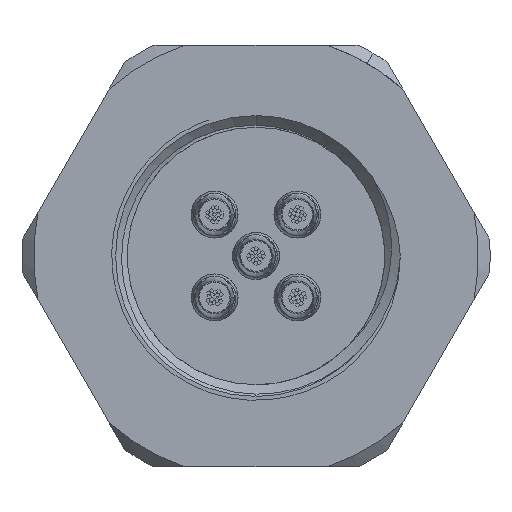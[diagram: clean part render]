
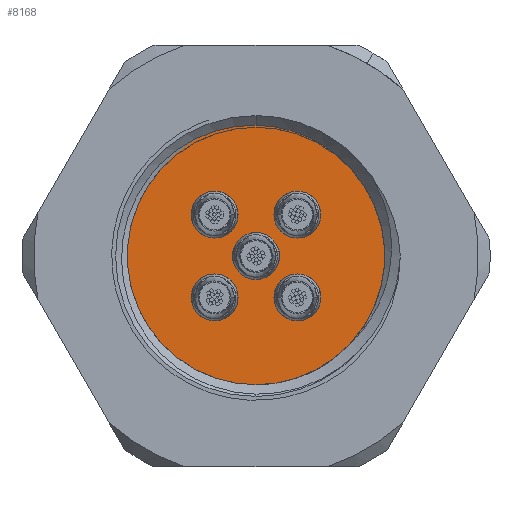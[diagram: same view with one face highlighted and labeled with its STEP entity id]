
A CAD part, left-side view. The second image highlights one B-rep face of the part: STEP entity #8168.
In plain terms, the highlighted planar face has unit normal (-1, 0, 0).
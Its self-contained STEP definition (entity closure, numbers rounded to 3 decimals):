
#176 = DIRECTION ( 'NONE',  ( 0., -1., 0. ) ) ;
#525 = DIRECTION ( 'NONE',  ( 0., -1., 0. ) ) ;
#1185 = AXIS2_PLACEMENT_3D ( 'NONE', #37195, #34212, #16252 ) ;
#1427 = VERTEX_POINT ( 'NONE', #30959 ) ;
#1575 = DIRECTION ( 'NONE',  ( -1., 0., 0. ) ) ;
#2590 = DIRECTION ( 'NONE',  ( 0., -1., 0. ) ) ;
#3264 = CIRCLE ( 'NONE', #34802, 6. ) ;
#3316 = CIRCLE ( 'NONE', #10941, 0.7 ) ;
#3465 = DIRECTION ( 'NONE',  ( -1., 0., 0. ) ) ;
#3797 = FACE_BOUND ( 'NONE', #34872, .T. ) ;
#4067 = CARTESIAN_POINT ( 'NONE',  ( -13., -2.468, -1.768 ) ) ;
#4934 = FACE_OUTER_BOUND ( 'NONE', #12304, .T. ) ;
#5517 = DIRECTION ( 'NONE',  ( -1., 0., 0. ) ) ;
#5900 = CARTESIAN_POINT ( 'NONE',  ( -13., 1.768, -1.768 ) ) ;
#6040 = CARTESIAN_POINT ( 'NONE',  ( -13., 1.768, 1.768 ) ) ;
#6517 = AXIS2_PLACEMENT_3D ( 'NONE', #37057, #3465, #30368 ) ;
#6532 = CARTESIAN_POINT ( 'NONE',  ( -13., 0., 0. ) ) ;
#7385 = CARTESIAN_POINT ( 'NONE',  ( -13., -6., 0. ) ) ;
#7411 = VERTEX_POINT ( 'NONE', #20166 ) ;
#8168 = ADVANCED_FACE ( 'NONE', ( #28326, #3797, #37391, #21819, #24791, #4934 ), #33830, .T. ) ;
#8369 = AXIS2_PLACEMENT_3D ( 'NONE', #6532, #24363, #20806 ) ;
#8498 = EDGE_CURVE ( 'NONE', #38219, #8702, #23361, .T. ) ;
#8702 = VERTEX_POINT ( 'NONE', #13331 ) ;
#8752 = CIRCLE ( 'NONE', #39030, 0.7 ) ;
#8797 = VERTEX_POINT ( 'NONE', #29155 ) ;
#8990 = CIRCLE ( 'NONE', #8369, 0.7 ) ;
#9156 = VERTEX_POINT ( 'NONE', #7385 ) ;
#9292 = ORIENTED_EDGE ( 'NONE', *, *, #19728, .F. ) ;
#10455 = CARTESIAN_POINT ( 'NONE',  ( -13., 0., 0. ) ) ;
#10941 = AXIS2_PLACEMENT_3D ( 'NONE', #15946, #25050, #525 ) ;
#11360 = AXIS2_PLACEMENT_3D ( 'NONE', #24436, #17917, #21660 ) ;
#11544 = EDGE_CURVE ( 'NONE', #8702, #38219, #12609, .T. ) ;
#11626 = DIRECTION ( 'NONE',  ( -1., 0., 0. ) ) ;
#11770 = CIRCLE ( 'NONE', #33187, 0.7 ) ;
#12304 = EDGE_LOOP ( 'NONE', ( #24619, #17646 ) ) ;
#12503 = ORIENTED_EDGE ( 'NONE', *, *, #30169, .F. ) ;
#12556 = CARTESIAN_POINT ( 'NONE',  ( -13., 0., 0. ) ) ;
#12609 = CIRCLE ( 'NONE', #34666, 0.7 ) ;
#13178 = CIRCLE ( 'NONE', #16973, 0.7 ) ;
#13331 = CARTESIAN_POINT ( 'NONE',  ( -13., 1.068, -1.768 ) ) ;
#13556 = VERTEX_POINT ( 'NONE', #25673 ) ;
#13651 = DIRECTION ( 'NONE',  ( 0., -1., 0. ) ) ;
#14016 = ORIENTED_EDGE ( 'NONE', *, *, #30219, .F. ) ;
#14405 = EDGE_CURVE ( 'NONE', #9156, #35832, #3264, .T. ) ;
#14521 = EDGE_LOOP ( 'NONE', ( #9292, #33859 ) ) ;
#14932 = CARTESIAN_POINT ( 'NONE',  ( -13., 0., 0. ) ) ;
#14973 = VERTEX_POINT ( 'NONE', #4067 ) ;
#15508 = DIRECTION ( 'NONE',  ( 0., 1., 0. ) ) ;
#15946 = CARTESIAN_POINT ( 'NONE',  ( -13., -1.768, -1.768 ) ) ;
#16252 = DIRECTION ( 'NONE',  ( 0., -1., 0. ) ) ;
#16973 = AXIS2_PLACEMENT_3D ( 'NONE', #17823, #17247, #2590 ) ;
#17024 = EDGE_CURVE ( 'NONE', #8797, #30724, #34094, .T. ) ;
#17247 = DIRECTION ( 'NONE',  ( -1., 0., 0. ) ) ;
#17646 = ORIENTED_EDGE ( 'NONE', *, *, #14405, .F. ) ;
#17823 = CARTESIAN_POINT ( 'NONE',  ( -13., -1.768, 1.768 ) ) ;
#17917 = DIRECTION ( 'NONE',  ( -1., 0., 0. ) ) ;
#18269 = VERTEX_POINT ( 'NONE', #38049 ) ;
#19142 = DIRECTION ( 'NONE',  ( 1., 0., 0. ) ) ;
#19178 = EDGE_CURVE ( 'NONE', #30724, #8797, #8990, .T. ) ;
#19728 = EDGE_CURVE ( 'NONE', #14973, #13556, #3316, .T. ) ;
#19787 = CARTESIAN_POINT ( 'NONE',  ( -13., 1.068, 1.768 ) ) ;
#20106 = CARTESIAN_POINT ( 'NONE',  ( -13., -0.7, 0. ) ) ;
#20166 = CARTESIAN_POINT ( 'NONE',  ( -13., 2.468, 1.768 ) ) ;
#20405 = EDGE_LOOP ( 'NONE', ( #12503, #14016 ) ) ;
#20548 = VERTEX_POINT ( 'NONE', #19787 ) ;
#20806 = DIRECTION ( 'NONE',  ( 0., -1., 0. ) ) ;
#21050 = CIRCLE ( 'NONE', #6517, 0.7 ) ;
#21273 = CARTESIAN_POINT ( 'NONE',  ( -13., 2.468, -1.768 ) ) ;
#21660 = DIRECTION ( 'NONE',  ( 0., -1., 0. ) ) ;
#21819 = FACE_BOUND ( 'NONE', #14521, .T. ) ;
#23361 = CIRCLE ( 'NONE', #11360, 0.7 ) ;
#23914 = DIRECTION ( 'NONE',  ( 0., -1., 0. ) ) ;
#24363 = DIRECTION ( 'NONE',  ( -1., 0., 0. ) ) ;
#24436 = CARTESIAN_POINT ( 'NONE',  ( -13., 1.768, -1.768 ) ) ;
#24619 = ORIENTED_EDGE ( 'NONE', *, *, #27942, .F. ) ;
#24791 = FACE_BOUND ( 'NONE', #20405, .T. ) ;
#24842 = CIRCLE ( 'NONE', #30527, 0.7 ) ;
#25050 = DIRECTION ( 'NONE',  ( -1., 0., 0. ) ) ;
#25673 = CARTESIAN_POINT ( 'NONE',  ( -13., -1.068, -1.768 ) ) ;
#25897 = ORIENTED_EDGE ( 'NONE', *, *, #8498, .F. ) ;
#25942 = AXIS2_PLACEMENT_3D ( 'NONE', #12556, #36639, #36835 ) ;
#26076 = ORIENTED_EDGE ( 'NONE', *, *, #34011, .F. ) ;
#26271 = EDGE_CURVE ( 'NONE', #20548, #7411, #11770, .T. ) ;
#27260 = DIRECTION ( 'NONE',  ( -1., 0., 0. ) ) ;
#27942 = EDGE_CURVE ( 'NONE', #35832, #9156, #37656, .T. ) ;
#28326 = FACE_BOUND ( 'NONE', #37879, .T. ) ;
#28676 = CARTESIAN_POINT ( 'NONE',  ( -13., 1.768, 1.768 ) ) ;
#28858 = AXIS2_PLACEMENT_3D ( 'NONE', #14932, #39010, #15508 ) ;
#29155 = CARTESIAN_POINT ( 'NONE',  ( -13., 0.7, 0. ) ) ;
#29732 = CARTESIAN_POINT ( 'NONE',  ( -13., 6., 0. ) ) ;
#30169 = EDGE_CURVE ( 'NONE', #18269, #1427, #13178, .T. ) ;
#30219 = EDGE_CURVE ( 'NONE', #1427, #18269, #8752, .T. ) ;
#30368 = DIRECTION ( 'NONE',  ( 0., -1., 0. ) ) ;
#30527 = AXIS2_PLACEMENT_3D ( 'NONE', #6040, #11626, #35319 ) ;
#30724 = VERTEX_POINT ( 'NONE', #20106 ) ;
#30959 = CARTESIAN_POINT ( 'NONE',  ( -13., -1.068, 1.768 ) ) ;
#31358 = ORIENTED_EDGE ( 'NONE', *, *, #26271, .F. ) ;
#31584 = DIRECTION ( 'NONE',  ( 0., 1., 0. ) ) ;
#32584 = CARTESIAN_POINT ( 'NONE',  ( -13., -1.768, 1.768 ) ) ;
#33061 = ORIENTED_EDGE ( 'NONE', *, *, #17024, .F. ) ;
#33187 = AXIS2_PLACEMENT_3D ( 'NONE', #28676, #1575, #13651 ) ;
#33830 = PLANE ( 'NONE',  #1185 ) ;
#33859 = ORIENTED_EDGE ( 'NONE', *, *, #34223, .F. ) ;
#34011 = EDGE_CURVE ( 'NONE', #7411, #20548, #24842, .T. ) ;
#34094 = CIRCLE ( 'NONE', #25942, 0.7 ) ;
#34212 = DIRECTION ( 'NONE',  ( -1., 0., 0. ) ) ;
#34223 = EDGE_CURVE ( 'NONE', #13556, #14973, #21050, .T. ) ;
#34666 = AXIS2_PLACEMENT_3D ( 'NONE', #5900, #27260, #176 ) ;
#34802 = AXIS2_PLACEMENT_3D ( 'NONE', #10455, #19142, #31584 ) ;
#34872 = EDGE_LOOP ( 'NONE', ( #31358, #26076 ) ) ;
#35319 = DIRECTION ( 'NONE',  ( 0., -1., 0. ) ) ;
#35832 = VERTEX_POINT ( 'NONE', #29732 ) ;
#35887 = ORIENTED_EDGE ( 'NONE', *, *, #11544, .F. ) ;
#36639 = DIRECTION ( 'NONE',  ( -1., 0., 0. ) ) ;
#36735 = ORIENTED_EDGE ( 'NONE', *, *, #19178, .F. ) ;
#36835 = DIRECTION ( 'NONE',  ( 0., -1., 0. ) ) ;
#37057 = CARTESIAN_POINT ( 'NONE',  ( -13., -1.768, -1.768 ) ) ;
#37195 = CARTESIAN_POINT ( 'NONE',  ( -13., 0., 0. ) ) ;
#37391 = FACE_BOUND ( 'NONE', #39062, .T. ) ;
#37656 = CIRCLE ( 'NONE', #28858, 6. ) ;
#37879 = EDGE_LOOP ( 'NONE', ( #35887, #25897 ) ) ;
#38049 = CARTESIAN_POINT ( 'NONE',  ( -13., -2.468, 1.768 ) ) ;
#38219 = VERTEX_POINT ( 'NONE', #21273 ) ;
#39010 = DIRECTION ( 'NONE',  ( 1., 0., 0. ) ) ;
#39030 = AXIS2_PLACEMENT_3D ( 'NONE', #32584, #5517, #23914 ) ;
#39062 = EDGE_LOOP ( 'NONE', ( #36735, #33061 ) ) ;
